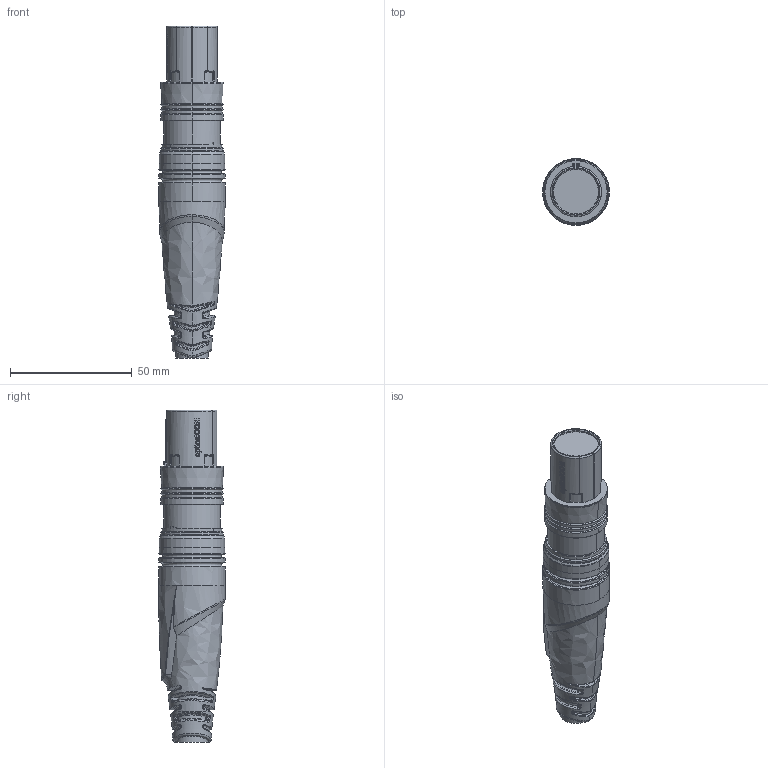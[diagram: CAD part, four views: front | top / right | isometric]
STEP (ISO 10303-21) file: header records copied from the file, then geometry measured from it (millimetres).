
FILE_DESCRIPTION((''),'2;1');
FILE_NAME('30009891','2022-08-10T16:03:01',('SYSTEM'),(''),'CREO PARAMETRIC BY PTC INC, 2021184','CREO PARAMETRIC BY PTC INC, 2021184','');
FILE_SCHEMA(('CONFIG_CONTROL_DESIGN'));
Products named in the file (1): 30009891
Bounding box: 27.48 x 27.5 x 136.55 mm (x, y, z)
Volume: 58341.4 mm3; surface area: 11930.9 mm2
Topology: 1 solids, 1 shells, 829 faces, 2054 edges, 1253 vertices
Faces by surface type: bspline 287, plane 204, cylinder 153, extrusion 119, torus 32, cone 30, sphere 4
Entity records: 38367 total; most frequent: CARTESIAN_POINT 21475, ORIENTED_EDGE 4092, DIRECTION 2565, EDGE_CURVE 2046, VERTEX_POINT 1253, B_SPLINE_CURVE_WITH_KNOTS 1088, AXIS2_PLACEMENT_3D 946, EDGE_LOOP 863
